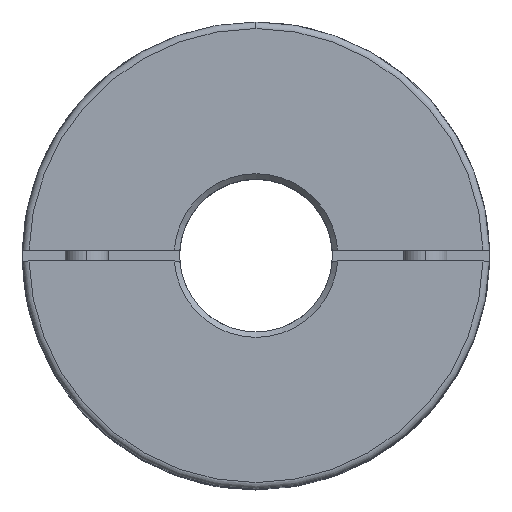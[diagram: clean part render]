
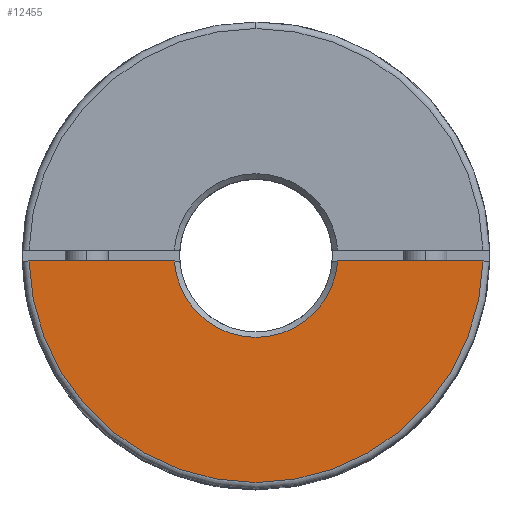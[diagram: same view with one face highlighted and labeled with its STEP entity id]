
A CAD part, top view. The second image highlights one B-rep face of the part: STEP entity #12455.
In plain terms, the highlighted planar face has unit normal (0, 0, 1).
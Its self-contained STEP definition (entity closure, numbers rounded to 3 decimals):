
#572 = EDGE_CURVE ( 'NONE', #4336, #1598, #17870, .T. ) ;
#941 = CARTESIAN_POINT ( 'NONE',  ( 0., 0., 24.15 ) ) ;
#1184 = DIRECTION ( 'NONE',  ( 1., 0., 0. ) ) ;
#1222 = CARTESIAN_POINT ( 'NONE',  ( -7.483, -0.5, 24.15 ) ) ;
#1237 = ORIENTED_EDGE ( 'NONE', *, *, #3201, .F. ) ;
#1598 = VERTEX_POINT ( 'NONE', #1222 ) ;
#2240 = AXIS2_PLACEMENT_3D ( 'NONE', #9862, #18343, #15530 ) ;
#2720 = CARTESIAN_POINT ( 'NONE',  ( -20.794, -0.5, 24.15 ) ) ;
#3201 = EDGE_CURVE ( 'NONE', #4336, #16146, #15525, .T. ) ;
#3457 = DIRECTION ( 'NONE',  ( 0., 0., -1. ) ) ;
#4079 = FACE_OUTER_BOUND ( 'NONE', #13727, .T. ) ;
#4336 = VERTEX_POINT ( 'NONE', #17231 ) ;
#5814 = AXIS2_PLACEMENT_3D ( 'NONE', #12427, #12329, #1184 ) ;
#8138 = PLANE ( 'NONE',  #5814 ) ;
#8945 = AXIS2_PLACEMENT_3D ( 'NONE', #941, #3457, #12181 ) ;
#8998 = ORIENTED_EDGE ( 'NONE', *, *, #572, .T. ) ;
#9150 = LINE ( 'NONE', #17527, #12911 ) ;
#9314 = CARTESIAN_POINT ( 'NONE',  ( -21.4, -0.5, 24.15 ) ) ;
#9862 = CARTESIAN_POINT ( 'NONE',  ( 0., 0., 24.15 ) ) ;
#10293 = CARTESIAN_POINT ( 'NONE',  ( 20.794, -0.5, 24.15 ) ) ;
#11851 = EDGE_CURVE ( 'NONE', #18108, #16146, #15605, .T. ) ;
#12018 = DIRECTION ( 'NONE',  ( 1., 0., 0. ) ) ;
#12181 = DIRECTION ( 'NONE',  ( 1., 0., 0. ) ) ;
#12329 = DIRECTION ( 'NONE',  ( 0., 0., 1. ) ) ;
#12427 = CARTESIAN_POINT ( 'NONE',  ( 0., 0., 24.15 ) ) ;
#12455 = ADVANCED_FACE ( 'NONE', ( #4079 ), #8138, .T. ) ;
#12911 = VECTOR ( 'NONE', #12018, 1000. ) ;
#13727 = EDGE_LOOP ( 'NONE', ( #1237, #8998, #13854, #13745 ) ) ;
#13745 = ORIENTED_EDGE ( 'NONE', *, *, #11851, .T. ) ;
#13854 = ORIENTED_EDGE ( 'NONE', *, *, #15741, .F. ) ;
#14132 = VECTOR ( 'NONE', #16306, 1000. ) ;
#15525 = LINE ( 'NONE', #9314, #14132 ) ;
#15530 = DIRECTION ( 'NONE',  ( 0., 1., 0. ) ) ;
#15605 = CIRCLE ( 'NONE', #2240, 20.8 ) ;
#15741 = EDGE_CURVE ( 'NONE', #18108, #1598, #9150, .T. ) ;
#16146 = VERTEX_POINT ( 'NONE', #10293 ) ;
#16306 = DIRECTION ( 'NONE',  ( 1., 0., 0. ) ) ;
#17231 = CARTESIAN_POINT ( 'NONE',  ( 7.483, -0.5, 24.15 ) ) ;
#17527 = CARTESIAN_POINT ( 'NONE',  ( -21.4, -0.5, 24.15 ) ) ;
#17870 = CIRCLE ( 'NONE', #8945, 7.5 ) ;
#18108 = VERTEX_POINT ( 'NONE', #2720 ) ;
#18343 = DIRECTION ( 'NONE',  ( 0., 0., 1. ) ) ;
